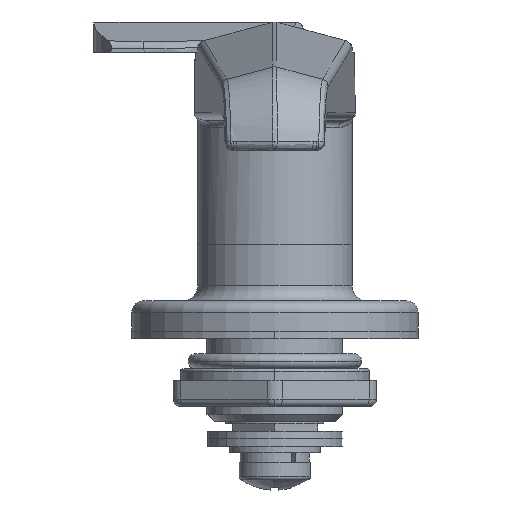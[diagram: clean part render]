
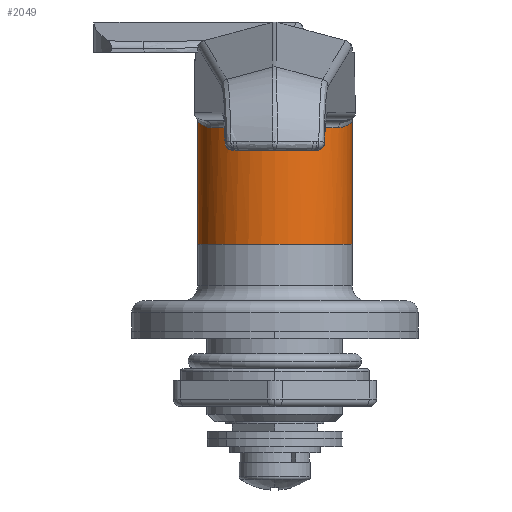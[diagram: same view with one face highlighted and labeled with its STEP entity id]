
A CAD part, front view. The second image highlights one B-rep face of the part: STEP entity #2049.
In plain terms, the highlighted cylindrical face has radius 10.25 mm (diameter 20.5 mm), a partial arc.
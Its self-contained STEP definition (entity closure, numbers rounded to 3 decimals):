
#225 = VERTEX_POINT ( 'NONE', #8399 ) ;
#261 = VERTEX_POINT ( 'NONE', #9990 ) ;
#281 = VERTEX_POINT ( 'NONE', #9967 ) ;
#337 = VERTEX_POINT ( 'NONE', #9922 ) ;
#865 = DIRECTION ( 'NONE',  ( 0., 0., 1. ) ) ;
#869 = CARTESIAN_POINT ( 'NONE',  ( 10.25, 0., 2. ) ) ;
#898 = CARTESIAN_POINT ( 'NONE',  ( -10.25, 0., 2. ) ) ;
#899 = DIRECTION ( 'NONE',  ( 0., 0., 1. ) ) ;
#2049 = ADVANCED_FACE ( 'NONE', ( #4852 ), #4856, .T. ) ;
#2251 = AXIS2_PLACEMENT_3D ( 'NONE', #4191, #4192, #4193 ) ;
#2252 = AXIS2_PLACEMENT_3D ( 'NONE', #4210, #4211, #4212 ) ;
#3092 = CARTESIAN_POINT ( 'NONE',  ( 10.25, 0., -16.5 ) ) ;
#3106 = CARTESIAN_POINT ( 'NONE',  ( 10.25, 0., -0.265 ) ) ;
#3110 = CARTESIAN_POINT ( 'NONE',  ( -10.25, 0., -16.5 ) ) ;
#3764 = ORIENTED_EDGE ( 'NONE', *, *, #9634, .T. ) ;
#3765 = ORIENTED_EDGE ( 'NONE', *, *, #8907, .T. ) ;
#3782 = ORIENTED_EDGE ( 'NONE', *, *, #9642, .F. ) ;
#3784 = ORIENTED_EDGE ( 'NONE', *, *, #8908, .T. ) ;
#3800 = ORIENTED_EDGE ( 'NONE', *, *, #8906, .T. ) ;
#3807 = ORIENTED_EDGE ( 'NONE', *, *, #8910, .T. ) ;
#3811 = ORIENTED_EDGE ( 'NONE', *, *, #8905, .T. ) ;
#3815 = ORIENTED_EDGE ( 'NONE', *, *, #8909, .T. ) ;
#3915 = DIRECTION ( 'NONE',  ( 1., 0., 0. ) ) ;
#3923 = DIRECTION ( 'NONE',  ( 0., 0., 1. ) ) ;
#3925 = CARTESIAN_POINT ( 'NONE',  ( 0., 0., 2. ) ) ;
#4142 = CARTESIAN_POINT ( 'NONE',  ( 10.25, 0., -0.265 ) ) ;
#4162 = CARTESIAN_POINT ( 'NONE',  ( 10.237, -0.51, -0.244 ) ) ;
#4190 = CARTESIAN_POINT ( 'NONE',  ( 10.25, -0.169, -0.254 ) ) ;
#4191 = CARTESIAN_POINT ( 'NONE',  ( 0., 0., -16.5 ) ) ;
#4192 = DIRECTION ( 'NONE',  ( 0., 0., 1. ) ) ;
#4193 = DIRECTION ( 'NONE',  ( 1., 0., 0. ) ) ;
#4194 = CARTESIAN_POINT ( 'NONE',  ( 10.225, -0.749, -0.24 ) ) ;
#4195 = CARTESIAN_POINT ( 'NONE',  ( 10.246, -0.339, -0.247 ) ) ;
#4196 = CARTESIAN_POINT ( 'NONE',  ( 10.237, -0.51, -0.244 ) ) ;
#4197 = CARTESIAN_POINT ( 'NONE',  ( -10.237, -0.51, -0.244 ) ) ;
#4198 = CARTESIAN_POINT ( 'NONE',  ( 10.205, -0.988, -0.247 ) ) ;
#4199 = CARTESIAN_POINT ( 'NONE',  ( 10.149, -1.458, -0.282 ) ) ;
#4200 = CARTESIAN_POINT ( 'NONE',  ( 10.112, -1.69, -0.311 ) ) ;
#4201 = CARTESIAN_POINT ( 'NONE',  ( 9.982, -2.376, -0.415 ) ) ;
#4202 = CARTESIAN_POINT ( 'NONE',  ( 9.864, -2.823, -0.512 ) ) ;
#4203 = CARTESIAN_POINT ( 'NONE',  ( 9.569, -3.703, -0.706 ) ) ;
#4204 = CARTESIAN_POINT ( 'NONE',  ( 9.391, -4.134, -0.802 ) ) ;
#4205 = CARTESIAN_POINT ( 'NONE',  ( 8.978, -4.968, -0.949 ) ) ;
#4206 = CARTESIAN_POINT ( 'NONE',  ( 8.742, -5.373, -1. ) ) ;
#4207 = CARTESIAN_POINT ( 'NONE',  ( 8.473, -5.769, -1. ) ) ;
#4208 = CARTESIAN_POINT ( 'NONE',  ( -8.473, -5.769, -1. ) ) ;
#4209 = CARTESIAN_POINT ( 'NONE',  ( -8.741, -5.374, -1. ) ) ;
#4210 = CARTESIAN_POINT ( 'NONE',  ( 0., 0., -1. ) ) ;
#4211 = DIRECTION ( 'NONE',  ( 0., 0., -1. ) ) ;
#4212 = DIRECTION ( 'NONE',  ( -1., 0., 0. ) ) ;
#4213 = CARTESIAN_POINT ( 'NONE',  ( -10.246, -0.34, -0.247 ) ) ;
#4214 = CARTESIAN_POINT ( 'NONE',  ( -8.981, -4.962, -0.948 ) ) ;
#4215 = CARTESIAN_POINT ( 'NONE',  ( -9.394, -4.126, -0.801 ) ) ;
#4216 = CARTESIAN_POINT ( 'NONE',  ( -9.57, -3.699, -0.705 ) ) ;
#4217 = CARTESIAN_POINT ( 'NONE',  ( -9.865, -2.82, -0.512 ) ) ;
#4218 = CARTESIAN_POINT ( 'NONE',  ( -9.983, -2.369, -0.414 ) ) ;
#4219 = CARTESIAN_POINT ( 'NONE',  ( -10.157, -1.454, -0.275 ) ) ;
#4220 = CARTESIAN_POINT ( 'NONE',  ( -10.214, -0.987, -0.235 ) ) ;
#4221 = CARTESIAN_POINT ( 'NONE',  ( -10.237, -0.51, -0.244 ) ) ;
#4222 = CARTESIAN_POINT ( 'NONE',  ( -10.25, -0.17, -0.254 ) ) ;
#4223 = CARTESIAN_POINT ( 'NONE',  ( -10.25, 0., -0.265 ) ) ;
#4852 = FACE_OUTER_BOUND ( 'NONE', #6950, .T. ) ;
#4856 = CYLINDRICAL_SURFACE ( 'NONE', #8290, 10.25 ) ;
#5438 = VERTEX_POINT ( 'NONE', #3092 ) ;
#5466 = VERTEX_POINT ( 'NONE', #3106 ) ;
#5474 = VERTEX_POINT ( 'NONE', #3110 ) ;
#5554 = VERTEX_POINT ( 'NONE', #9462 ) ;
#5765 = CIRCLE ( 'NONE', #2251, 10.25 ) ;
#5767 = CIRCLE ( 'NONE', #2252, 10.25 ) ;
#6315 = LINE ( 'NONE', #869, #6317 ) ;
#6317 = VECTOR ( 'NONE', #865, 1000. ) ;
#6319 = LINE ( 'NONE', #898, #6320 ) ;
#6320 = VECTOR ( 'NONE', #899, 1000. ) ;
#6950 = EDGE_LOOP ( 'NONE', ( #3782, #3811, #3764, #3800, #3765, #3784, #3815, #3807 ) ) ;
#8290 = AXIS2_PLACEMENT_3D ( 'NONE', #3925, #3923, #3915 ) ;
#8399 = CARTESIAN_POINT ( 'NONE',  ( -8.473, -5.769, -1. ) ) ;
#8905 = EDGE_CURVE ( 'NONE', #5474, #5438, #5765, .T. ) ;
#8906 = EDGE_CURVE ( 'NONE', #5466, #261, #10091, .T. ) ;
#8907 = EDGE_CURVE ( 'NONE', #261, #337, #10092, .T. ) ;
#8908 = EDGE_CURVE ( 'NONE', #337, #225, #5767, .T. ) ;
#8909 = EDGE_CURVE ( 'NONE', #225, #281, #10093, .T. ) ;
#8910 = EDGE_CURVE ( 'NONE', #281, #5554, #10094, .T. ) ;
#9462 = CARTESIAN_POINT ( 'NONE',  ( -10.25, 0., -0.265 ) ) ;
#9634 = EDGE_CURVE ( 'NONE', #5438, #5466, #6315, .T. ) ;
#9642 = EDGE_CURVE ( 'NONE', #5474, #5554, #6319, .T. ) ;
#9922 = CARTESIAN_POINT ( 'NONE',  ( 8.473, -5.769, -1. ) ) ;
#9967 = CARTESIAN_POINT ( 'NONE',  ( -10.237, -0.51, -0.244 ) ) ;
#9990 = CARTESIAN_POINT ( 'NONE',  ( 10.237, -0.51, -0.244 ) ) ;
#10091 = B_SPLINE_CURVE_WITH_KNOTS ( 'NONE', 3,
 ( #4142, #4190, #4195, #4196 ),
 .UNSPECIFIED., .F., .F.,
 ( 4, 4 ),
 ( 0.006, 0.007 ),
 .UNSPECIFIED. ) ;
#10092 = B_SPLINE_CURVE_WITH_KNOTS ( 'NONE', 3,
 ( #4162, #4194, #4198, #4199, #4200, #4201, #4202, #4203, #4204, #4205, #4206, #4207 ),
 .UNSPECIFIED., .F., .F.,
 ( 4, 2, 2, 2, 2, 4 ),
 ( 0., 0.001, 0.001, 0.003, 0.004, 0.006 ),
 .UNSPECIFIED. ) ;
#10093 = B_SPLINE_CURVE_WITH_KNOTS ( 'NONE', 3,
 ( #4208, #4209, #4214, #4215, #4216, #4217, #4218, #4219, #4220, #4221 ),
 .UNSPECIFIED., .F., .F.,
 ( 4, 2, 2, 2, 4 ),
 ( 0., 0.001, 0.003, 0.004, 0.006 ),
 .UNSPECIFIED. ) ;
#10094 = B_SPLINE_CURVE_WITH_KNOTS ( 'NONE', 3,
 ( #4197, #4213, #4222, #4223 ),
 .UNSPECIFIED., .F., .F.,
 ( 4, 4 ),
 ( 0., 0.001 ),
 .UNSPECIFIED. ) ;
